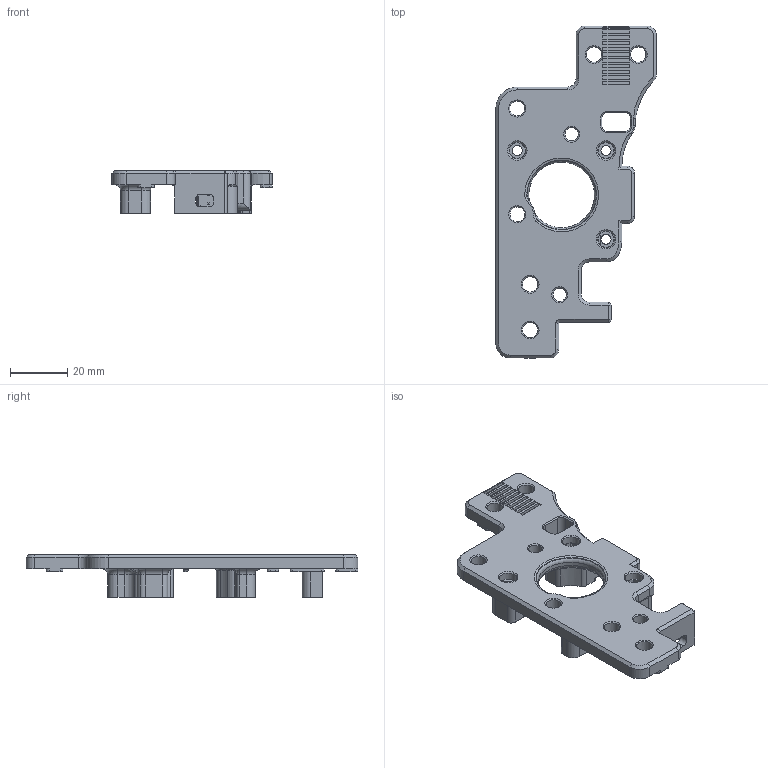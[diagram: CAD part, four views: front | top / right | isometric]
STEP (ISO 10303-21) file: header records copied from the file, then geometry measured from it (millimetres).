
FILE_DESCRIPTION(/* description */ (''),/* implementation_level */ '2;1');
FILE_NAME(/* name */ 'a_drive_frame_upper_with_endstop.step',/* time_stamp */ '2021-04-09T09:33:03-07:00',/* author */ (''),/* organization */ (''),/* preprocessor_version */ 'ST-DEVELOPER v18.1',/* originating_system */ 'Autodesk Translation Framework v9.10.0.1330',/* authorisation */ '');
FILE_SCHEMA (('AUTOMOTIVE_DESIGN { 1 0 10303 214 3 1 1 }'));
Length unit declared in the file: millimetre
Products named in the file (2): (Unsaved); JST-XH 2Pin v1
Assembly tree (1 placements, depth 2):
  (Unsaved)
    JST-XH 2Pin v1
Bounding box: 56.03 x 116 x 15 mm (x, y, z)
Volume: 24134.7 mm3; surface area: 14494.4 mm2
Topology: 4 solids, 4 shells, 478 faces, 1232 edges, 771 vertices
Faces by surface type: plane 247, cylinder 129, cone 42, bspline 31, torus 28, sphere 1
Full cylindrical faces by diameter (mm): 1.5 x1, 1.821 x1, 3.5 x3, 4.7 x2, 5.2 x2, 5.4 x4, 6 x3, 6.8 x1
Entity records: 15340 total; most frequent: CARTESIAN_POINT 3508, ORIENTED_EDGE 2458, DIRECTION 2451, EDGE_CURVE 1229, AXIS2_PLACEMENT_3D 835, LINE 781, VECTOR 781, VERTEX_POINT 771
